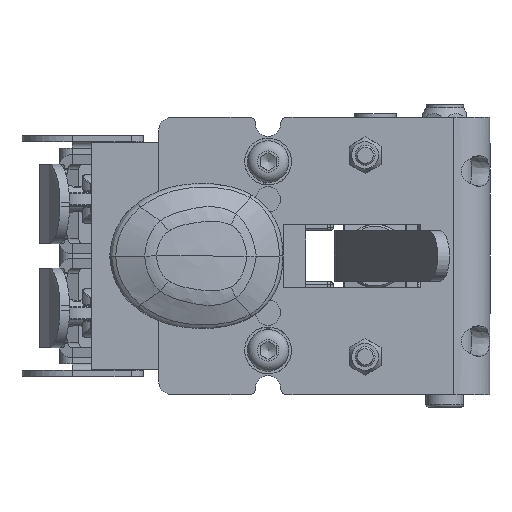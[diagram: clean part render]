
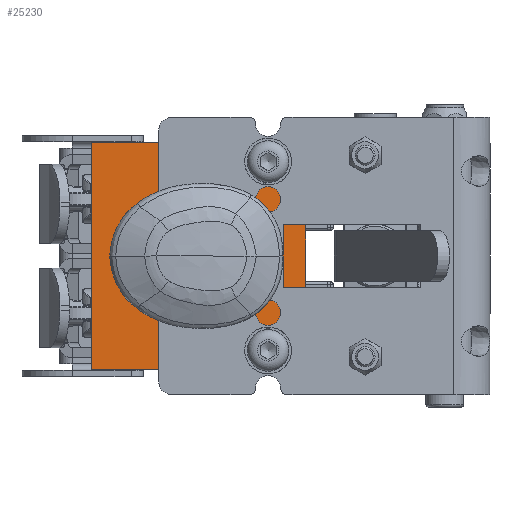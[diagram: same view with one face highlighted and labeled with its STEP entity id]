
A CAD part, left-side view. The second image highlights one B-rep face of the part: STEP entity #25230.
In plain terms, the highlighted planar face has unit normal (-1, 0, 0).
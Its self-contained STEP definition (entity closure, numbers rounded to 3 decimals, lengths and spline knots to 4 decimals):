
#936=FACE_BOUND('',#5088,.T.);
#937=FACE_BOUND('',#5089,.T.);
#1241=PLANE('',#27530);
#3560=FACE_OUTER_BOUND('',#5087,.T.);
#5087=EDGE_LOOP('',(#19899,#19900,#19901,#19902));
#5088=EDGE_LOOP('',(#19903,#19904));
#5089=EDGE_LOOP('',(#19905,#19906));
#6597=LINE('',#61634,#8132);
#6602=LINE('',#61644,#8137);
#6604=LINE('',#61647,#8139);
#6605=LINE('',#61648,#8140);
#8132=VECTOR('',#30918,0.3937);
#8137=VECTOR('',#30925,0.3937);
#8139=VECTOR('',#30929,0.3937);
#8140=VECTOR('',#30930,0.3937);
#9370=CIRCLE('',#27494,0.097);
#9371=CIRCLE('',#27495,0.097);
#9372=CIRCLE('',#27497,0.097);
#9373=CIRCLE('',#27498,0.097);
#11325=VERTEX_POINT('',#61381);
#11326=VERTEX_POINT('',#61382);
#11327=VERTEX_POINT('',#61387);
#11328=VERTEX_POINT('',#61388);
#11357=VERTEX_POINT('',#61631);
#11358=VERTEX_POINT('',#61633);
#11361=VERTEX_POINT('',#61641);
#11362=VERTEX_POINT('',#61643);
#14352=EDGE_CURVE('',#11325,#11326,#9370,.T.);
#14353=EDGE_CURVE('',#11326,#11325,#9371,.T.);
#14355=EDGE_CURVE('',#11327,#11328,#9372,.T.);
#14356=EDGE_CURVE('',#11328,#11327,#9373,.T.);
#14412=EDGE_CURVE('',#11357,#11358,#6597,.T.);
#14417=EDGE_CURVE('',#11361,#11362,#6602,.T.);
#14419=EDGE_CURVE('',#11358,#11361,#6604,.T.);
#14420=EDGE_CURVE('',#11362,#11357,#6605,.T.);
#19899=ORIENTED_EDGE('',*,*,#14419,.F.);
#19900=ORIENTED_EDGE('',*,*,#14412,.F.);
#19901=ORIENTED_EDGE('',*,*,#14420,.F.);
#19902=ORIENTED_EDGE('',*,*,#14417,.F.);
#19903=ORIENTED_EDGE('',*,*,#14352,.T.);
#19904=ORIENTED_EDGE('',*,*,#14353,.T.);
#19905=ORIENTED_EDGE('',*,*,#14355,.T.);
#19906=ORIENTED_EDGE('',*,*,#14356,.T.);
#25230=ADVANCED_FACE('',(#3560,#936,#937),#1241,.T.);
#27494=AXIS2_PLACEMENT_3D('',#61383,#30812,#30813);
#27495=AXIS2_PLACEMENT_3D('',#61384,#30814,#30815);
#27497=AXIS2_PLACEMENT_3D('',#61389,#30819,#30820);
#27498=AXIS2_PLACEMENT_3D('',#61390,#30821,#30822);
#27530=AXIS2_PLACEMENT_3D('',#61646,#30927,#30928);
#30812=DIRECTION('center_axis',(1.,0.,0.));
#30813=DIRECTION('ref_axis',(0.,0.,1.));
#30814=DIRECTION('center_axis',(1.,0.,0.));
#30815=DIRECTION('ref_axis',(0.,0.,1.));
#30819=DIRECTION('center_axis',(1.,0.,0.));
#30820=DIRECTION('ref_axis',(0.,0.,1.));
#30821=DIRECTION('center_axis',(1.,0.,0.));
#30822=DIRECTION('ref_axis',(0.,0.,1.));
#30918=DIRECTION('',(0.,0.,1.));
#30925=DIRECTION('',(0.,0.,-1.));
#30927=DIRECTION('center_axis',(-1.,0.,0.));
#30928=DIRECTION('ref_axis',(0.,0.,1.));
#30929=DIRECTION('',(0.,-1.,0.));
#30930=DIRECTION('',(0.,1.,0.));
#61381=CARTESIAN_POINT('',(-0.875,-0.6875,-0.8395));
#61382=CARTESIAN_POINT('',(-0.875,-0.6875,-1.0335));
#61383=CARTESIAN_POINT('Origin',(-0.875,-0.6875,-0.9365));
#61384=CARTESIAN_POINT('Origin',(-0.875,-0.6875,-0.9365));
#61387=CARTESIAN_POINT('',(-0.875,-0.6875,1.0345));
#61388=CARTESIAN_POINT('',(-0.875,-0.6875,0.8405));
#61389=CARTESIAN_POINT('Origin',(-0.875,-0.6875,0.9375));
#61390=CARTESIAN_POINT('Origin',(-0.875,-0.6875,0.9375));
#61631=CARTESIAN_POINT('',(-0.875,1.0625,-1.125));
#61633=CARTESIAN_POINT('',(-0.875,1.0625,1.125));
#61634=CARTESIAN_POINT('',(-0.875,1.0625,-1.125));
#61641=CARTESIAN_POINT('',(-0.875,-1.0625,1.125));
#61643=CARTESIAN_POINT('',(-0.875,-1.0625,-1.125));
#61644=CARTESIAN_POINT('',(-0.875,-1.0625,-1.125));
#61646=CARTESIAN_POINT('Origin',(-0.875,0.,-1.125));
#61647=CARTESIAN_POINT('',(-0.875,0.,1.125));
#61648=CARTESIAN_POINT('',(-0.875,0.,-1.125));
